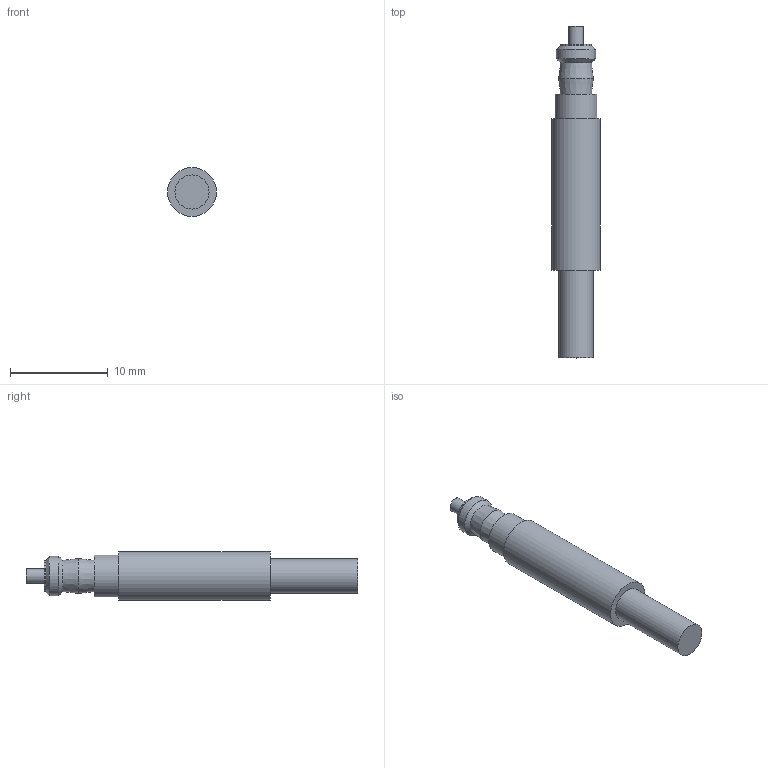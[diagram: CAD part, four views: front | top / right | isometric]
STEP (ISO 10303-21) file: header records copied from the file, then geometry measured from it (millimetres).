
FILE_DESCRIPTION (( 'STEP AP214' ), '1' );
FILE_NAME ('PTP5M3CB-B.STEP', '2024-07-11T15:39:59', ( '' ), ( '' ), 'SwSTEP 2.0', 'SolidWorks 2023', '' );
FILE_SCHEMA (( 'AUTOMOTIVE_DESIGN' ));
Length unit declared in the file: millimetre
Products named in the file (1): PTP5M3CB-B
Bounding box: 5 x 34 x 5 mm (x, y, z)
Volume: 480.9 mm3; surface area: 485.1 mm2
Topology: 1 solids, 1 shells, 16 faces, 25 edges, 15 vertices
Faces by surface type: cylinder 6, plane 6, cone 4
Full cylindrical faces by diameter (mm): 1.5 x1, 3.2 x1, 3.5 x1, 4 x1, 4.3 x1, 5 x1
Entity records: 337 total; most frequent: DIRECTION 64, CARTESIAN_POINT 47, AXIS2_PLACEMENT_3D 32, ORIENTED_EDGE 30, EDGE_LOOP 30, FACE_OUTER_BOUND 22, ADVANCED_FACE 16, CIRCLE 15
